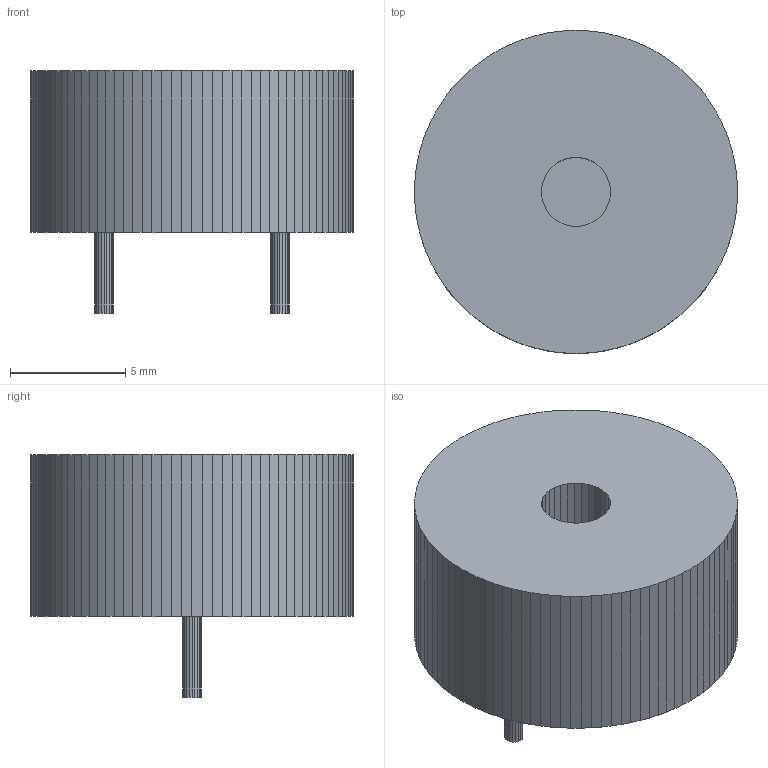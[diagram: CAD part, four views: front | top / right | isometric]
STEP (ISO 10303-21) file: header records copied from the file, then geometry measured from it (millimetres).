
FILE_DESCRIPTION(('FreeCAD Model'),'2;1');
FILE_NAME('buzzer.step', '2019-02-14T18:27:13',('Author'),(''), 'Open CASCADE STEP processor 7.3','FreeCAD','Unknown');
FILE_SCHEMA(('AUTOMOTIVE_DESIGN { 1 0 10303 214 1 1 1 1 }'));
Length unit declared in the file: millimetre
Products named in the file (1): union
Bounding box: 14 x 14 x 10.5 mm (x, y, z)
Volume: 1060 mm3; surface area: 660.3 mm2
Topology: 1 solids, 1 shells, 175 faces, 510 edges, 340 vertices
Faces by surface type: plane 175
Entity records: 13333 total; most frequent: CARTESIAN_POINT 2246, DIRECTION 1682, LINE 1330, VECTOR 1330, ORIENTED_EDGE 1020, PCURVE 1020, DEFINITIONAL_REPRESENTATION 1020, EDGE_CURVE 510
